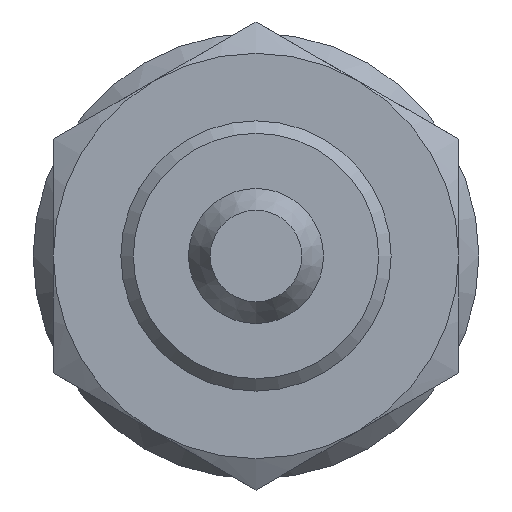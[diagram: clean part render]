
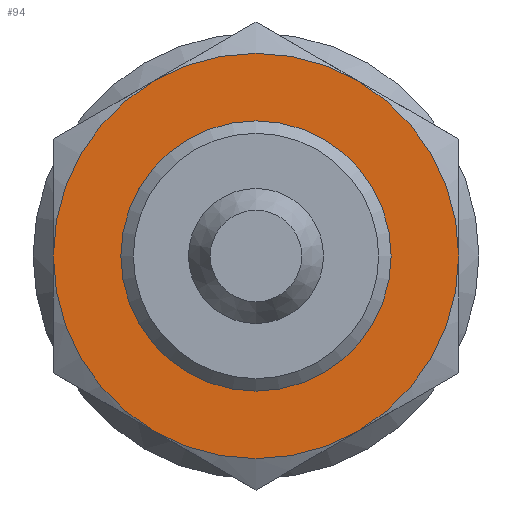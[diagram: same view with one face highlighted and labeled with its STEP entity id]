
A CAD part, front view. The second image highlights one B-rep face of the part: STEP entity #94.
In plain terms, the highlighted planar face has unit normal (0, -1, 0).
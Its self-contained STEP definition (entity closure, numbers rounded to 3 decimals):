
#94 = ADVANCED_FACE( '', ( #220, #221 ), #222, .F. );
#220 = FACE_BOUND( '', #388, .T. );
#221 = FACE_OUTER_BOUND( '', #389, .T. );
#222 = PLANE( '', #390 );
#388 = EDGE_LOOP( '', ( #598 ) );
#389 = EDGE_LOOP( '', ( #599, #600, #601, #602, #603, #604 ) );
#390 = AXIS2_PLACEMENT_3D( '', #605, #606, #607 );
#598 = ORIENTED_EDGE( '', *, *, #929, .F. );
#599 = ORIENTED_EDGE( '', *, *, #930, .T. );
#600 = ORIENTED_EDGE( '', *, *, #903, .T. );
#601 = ORIENTED_EDGE( '', *, *, #931, .T. );
#602 = ORIENTED_EDGE( '', *, *, #920, .T. );
#603 = ORIENTED_EDGE( '', *, *, #932, .T. );
#604 = ORIENTED_EDGE( '', *, *, #933, .T. );
#605 = CARTESIAN_POINT( '', ( 15., -31., 0. ) );
#606 = DIRECTION( '', ( 0., 1., 0. ) );
#607 = DIRECTION( '', ( 0., 0., 1. ) );
#903 = EDGE_CURVE( '', #1025, #1054, #1056, .T. );
#920 = EDGE_CURVE( '', #1083, #1080, #1084, .T. );
#929 = EDGE_CURVE( '', #1097, #1097, #1098, .F. );
#930 = EDGE_CURVE( '', #1099, #1025, #1100, .T. );
#931 = EDGE_CURVE( '', #1054, #1083, #1101, .T. );
#932 = EDGE_CURVE( '', #1080, #1102, #1103, .T. );
#933 = EDGE_CURVE( '', #1102, #1099, #1104, .T. );
#1025 = VERTEX_POINT( '', #1232 );
#1054 = VERTEX_POINT( '', #1305 );
#1056 = CIRCLE( '', #1314, 15. );
#1080 = VERTEX_POINT( '', #1365 );
#1083 = VERTEX_POINT( '', #1375 );
#1084 = CIRCLE( '', #1376, 15. );
#1097 = VERTEX_POINT( '', #1417 );
#1098 = CIRCLE( '', #1418, 10. );
#1099 = VERTEX_POINT( '', #1419 );
#1100 = CIRCLE( '', #1420, 15. );
#1101 = CIRCLE( '', #1421, 15. );
#1102 = VERTEX_POINT( '', #1422 );
#1103 = CIRCLE( '', #1423, 15. );
#1104 = CIRCLE( '', #1424, 15. );
#1232 = CARTESIAN_POINT( '', ( 15., -31., 0. ) );
#1305 = CARTESIAN_POINT( '', ( 7.5, -31., 12.99 ) );
#1314 = AXIS2_PLACEMENT_3D( '', #1657, #1658, #1659 );
#1365 = CARTESIAN_POINT( '', ( -15., -31., 0. ) );
#1375 = CARTESIAN_POINT( '', ( -7.5, -31., 12.99 ) );
#1376 = AXIS2_PLACEMENT_3D( '', #1675, #1676, #1677 );
#1417 = CARTESIAN_POINT( '', ( 0., -31., 10. ) );
#1418 = AXIS2_PLACEMENT_3D( '', #1680, #1681, #1682 );
#1419 = CARTESIAN_POINT( '', ( 7.5, -31., -12.99 ) );
#1420 = AXIS2_PLACEMENT_3D( '', #1683, #1684, #1685 );
#1421 = AXIS2_PLACEMENT_3D( '', #1686, #1687, #1688 );
#1422 = CARTESIAN_POINT( '', ( -7.5, -31., -12.99 ) );
#1423 = AXIS2_PLACEMENT_3D( '', #1689, #1690, #1691 );
#1424 = AXIS2_PLACEMENT_3D( '', #1692, #1693, #1694 );
#1657 = CARTESIAN_POINT( '', ( 0., -31., 0. ) );
#1658 = DIRECTION( '', ( 0., -1., 0. ) );
#1659 = DIRECTION( '', ( 0., 0., -1. ) );
#1675 = CARTESIAN_POINT( '', ( 0., -31., 0. ) );
#1676 = DIRECTION( '', ( 0., -1., 0. ) );
#1677 = DIRECTION( '', ( 0., 0., -1. ) );
#1680 = CARTESIAN_POINT( '', ( 0., -31., 0. ) );
#1681 = DIRECTION( '', ( 0., 1., 0. ) );
#1682 = DIRECTION( '', ( 0., 0., 1. ) );
#1683 = CARTESIAN_POINT( '', ( 0., -31., 0. ) );
#1684 = DIRECTION( '', ( 0., -1., 0. ) );
#1685 = DIRECTION( '', ( 0., 0., -1. ) );
#1686 = CARTESIAN_POINT( '', ( 0., -31., 0. ) );
#1687 = DIRECTION( '', ( 0., -1., 0. ) );
#1688 = DIRECTION( '', ( 0., 0., -1. ) );
#1689 = CARTESIAN_POINT( '', ( 0., -31., 0. ) );
#1690 = DIRECTION( '', ( 0., -1., 0. ) );
#1691 = DIRECTION( '', ( 0., 0., -1. ) );
#1692 = CARTESIAN_POINT( '', ( 0., -31., 0. ) );
#1693 = DIRECTION( '', ( 0., -1., 0. ) );
#1694 = DIRECTION( '', ( 0., 0., -1. ) );
